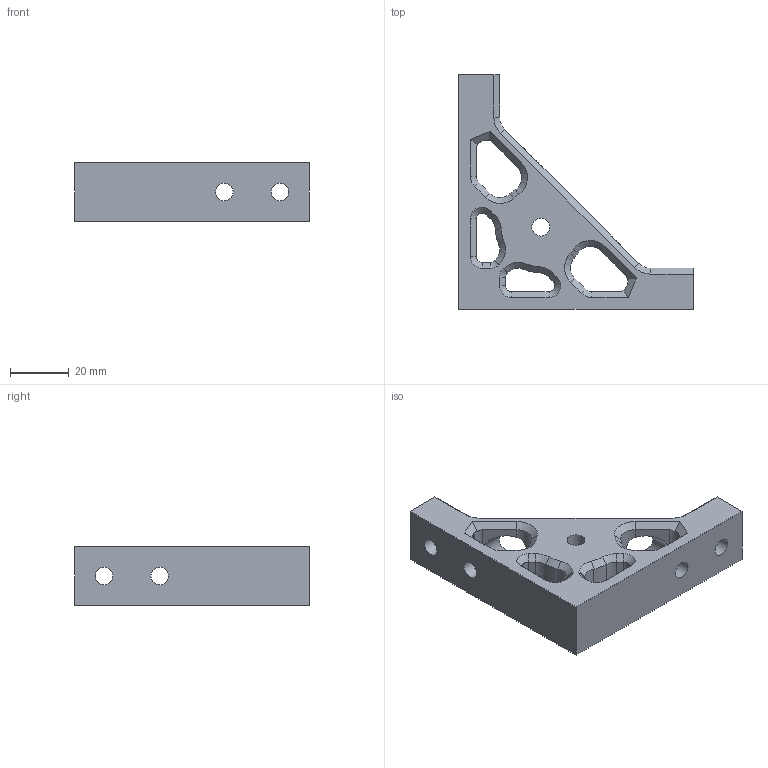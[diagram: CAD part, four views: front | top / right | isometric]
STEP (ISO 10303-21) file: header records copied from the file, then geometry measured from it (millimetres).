
FILE_DESCRIPTION(/* description */ (''),/* implementation_level */ '2;1');
FILE_NAME(/* name */ 'Corner brace with engine mount.stp',/* time_stamp */ '2025-08-28T09:22:33+10:00',/* author */ ('Jcw Drafting Lab 1'),/* organization */ (''),/* preprocessor_version */ 'ST-DEVELOPER v20',/* originating_system */ 'Autodesk Inventor 2025',/* authorisation */ '');
FILE_SCHEMA (('AUTOMOTIVE_DESIGN { 1 0 10303 214 3 1 1 }'));
Length unit declared in the file: millimetre
Products named in the file (1): corner Brace
Bounding box: 80 x 80 x 20 mm (x, y, z)
Volume: 42892.4 mm3; surface area: 15714.8 mm2
Topology: 1 solids, 1 shells, 147 faces, 362 edges, 216 vertices
Faces by surface type: plane 64, cone 47, cylinder 34, bspline 2
Full cylindrical faces by diameter (mm): 6 x4, 6.1 x1, 11 x2, 21 x1
Entity records: 4533 total; most frequent: CARTESIAN_POINT 924, DIRECTION 768, ORIENTED_EDGE 724, EDGE_CURVE 362, AXIS2_PLACEMENT_3D 268, LINE 232, VECTOR 232, VERTEX_POINT 216
